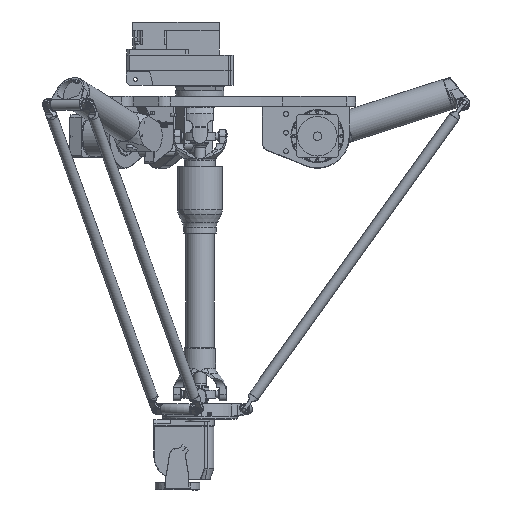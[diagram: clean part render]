
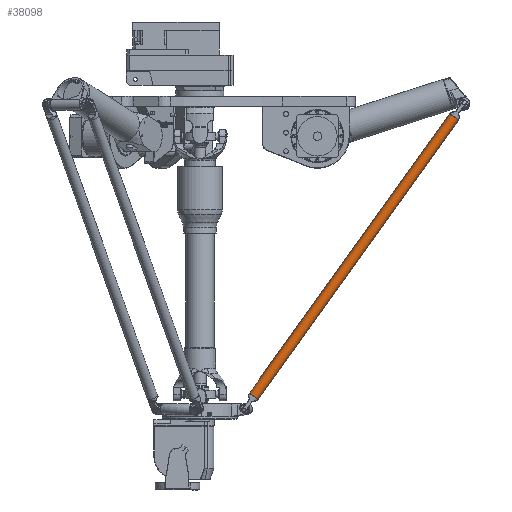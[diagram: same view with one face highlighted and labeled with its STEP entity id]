
A CAD part, front view. The second image highlights one B-rep face of the part: STEP entity #38098.
In plain terms, the highlighted cylindrical face has radius 15 mm (diameter 30 mm), a full revolution.
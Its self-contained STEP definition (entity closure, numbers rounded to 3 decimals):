
#1142=FACE_BOUND('',#9236,.T.);
#3483=CIRCLE('',#41790,15.);
#3487=CIRCLE('',#41797,15.);
#4687=CYLINDRICAL_SURFACE('',#41798,15.);
#6304=FACE_OUTER_BOUND('',#9235,.T.);
#9235=EDGE_LOOP('',(#30885));
#9236=EDGE_LOOP('',(#30886));
#18565=VERTEX_POINT('',#69727);
#18569=VERTEX_POINT('',#69738);
#22917=EDGE_CURVE('',#18565,#18565,#3483,.T.);
#22921=EDGE_CURVE('',#18569,#18569,#3487,.T.);
#30885=ORIENTED_EDGE('',*,*,#22917,.T.);
#30886=ORIENTED_EDGE('',*,*,#22921,.T.);
#38098=ADVANCED_FACE('',(#6304,#1142),#4687,.T.);
#41790=AXIS2_PLACEMENT_3D('',#69728,#50030,#50031);
#41797=AXIS2_PLACEMENT_3D('',#69739,#50044,#50045);
#41798=AXIS2_PLACEMENT_3D('',#69740,#50046,#50047);
#50030=DIRECTION('center_axis',(1.,0.,0.));
#50031=DIRECTION('ref_axis',(0.,0.,1.));
#50044=DIRECTION('center_axis',(-1.,0.,0.));
#50045=DIRECTION('ref_axis',(0.,0.,1.));
#50046=DIRECTION('center_axis',(-1.,0.,0.));
#50047=DIRECTION('ref_axis',(0.,0.,1.));
#69727=CARTESIAN_POINT('',(45.01,0.,15.));
#69728=CARTESIAN_POINT('Origin',(45.01,0.,0.));
#69738=CARTESIAN_POINT('',(1009.99,0.,15.));
#69739=CARTESIAN_POINT('Origin',(1009.99,0.,0.));
#69740=CARTESIAN_POINT('Origin',(45.,0.,0.));
